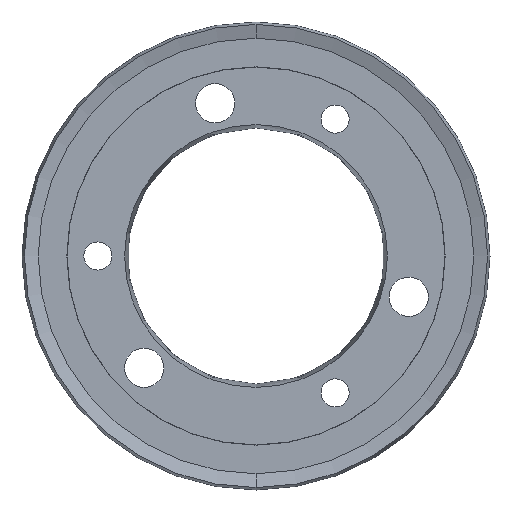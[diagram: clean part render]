
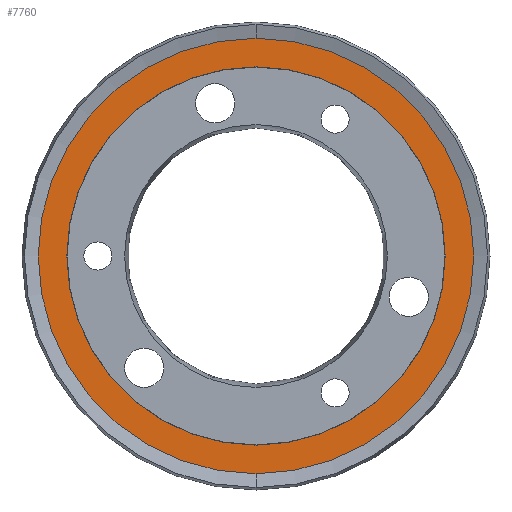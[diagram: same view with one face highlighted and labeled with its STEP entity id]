
A CAD part, left-side view. The second image highlights one B-rep face of the part: STEP entity #7760.
In plain terms, the highlighted planar face has unit normal (-1, 0, 0).
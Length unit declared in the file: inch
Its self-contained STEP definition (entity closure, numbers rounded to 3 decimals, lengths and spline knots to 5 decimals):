
#86 = DIRECTION ( 'NONE',  ( 0., 0., 1. ) ) ;
#118 = CARTESIAN_POINT ( 'NONE',  ( 0.90524, 3.3067, 2.19995 ) ) ;
#521 = CARTESIAN_POINT ( 'NONE',  ( 0.90524, 1.75736, 2.19995 ) ) ;
#677 = DIRECTION ( 'NONE',  ( 0., 0., 1. ) ) ;
#802 = DIRECTION ( 'NONE',  ( -1., 0., 0. ) ) ;
#894 = DIRECTION ( 'NONE',  ( 1., 0., 0. ) ) ;
#1167 = EDGE_CURVE ( 'NONE', #3751, #5234, #6837, .T. ) ;
#1274 = DIRECTION ( 'NONE',  ( -1., 0., 0. ) ) ;
#1679 = CIRCLE ( 'NONE', #7950, 1.346 ) ;
#2372 = CIRCLE ( 'NONE', #3998, 1.54933 ) ;
#2642 = EDGE_CURVE ( 'NONE', #5443, #5757, #2372, .T. ) ;
#2986 = DIRECTION ( 'NONE',  ( -1., 0., 0. ) ) ;
#3551 = ORIENTED_EDGE ( 'NONE', *, *, #1167, .F. ) ;
#3552 = CIRCLE ( 'NONE', #3931, 1.54933 ) ;
#3751 = VERTEX_POINT ( 'NONE', #7412 ) ;
#3931 = AXIS2_PLACEMENT_3D ( 'NONE', #6340, #4733, #9360 ) ;
#3998 = AXIS2_PLACEMENT_3D ( 'NONE', #5285, #2986, #677 ) ;
#4523 = FACE_BOUND ( 'NONE', #7944, .T. ) ;
#4609 = CARTESIAN_POINT ( 'NONE',  ( 0.90524, 1.75736, 2.19995 ) ) ;
#4733 = DIRECTION ( 'NONE',  ( -1., 0., 0. ) ) ;
#5211 = ORIENTED_EDGE ( 'NONE', *, *, #7226, .T. ) ;
#5234 = VERTEX_POINT ( 'NONE', #9464 ) ;
#5285 = CARTESIAN_POINT ( 'NONE',  ( 0.90524, 1.75736, 2.19995 ) ) ;
#5440 = DIRECTION ( 'NONE',  ( 0., 0., 1. ) ) ;
#5443 = VERTEX_POINT ( 'NONE', #6974 ) ;
#5757 = VERTEX_POINT ( 'NONE', #8240 ) ;
#6160 = PLANE ( 'NONE',  #7833 ) ;
#6318 = EDGE_CURVE ( 'NONE', #5234, #3751, #1679, .T. ) ;
#6340 = CARTESIAN_POINT ( 'NONE',  ( 0.90524, 1.75736, 2.19995 ) ) ;
#6754 = AXIS2_PLACEMENT_3D ( 'NONE', #521, #1274, #8108 ) ;
#6837 = CIRCLE ( 'NONE', #6754, 1.346 ) ;
#6974 = CARTESIAN_POINT ( 'NONE',  ( 0.90524, 1.75736, 3.74928 ) ) ;
#7226 = EDGE_CURVE ( 'NONE', #5757, #5443, #3552, .T. ) ;
#7369 = ORIENTED_EDGE ( 'NONE', *, *, #2642, .T. ) ;
#7412 = CARTESIAN_POINT ( 'NONE',  ( 0.90524, 1.75736, 0.85395 ) ) ;
#7561 = ORIENTED_EDGE ( 'NONE', *, *, #6318, .F. ) ;
#7760 = ADVANCED_FACE ( 'NONE', ( #8552, #4523 ), #6160, .F. ) ;
#7783 = EDGE_LOOP ( 'NONE', ( #5211, #7369 ) ) ;
#7833 = AXIS2_PLACEMENT_3D ( 'NONE', #118, #894, #86 ) ;
#7944 = EDGE_LOOP ( 'NONE', ( #7561, #3551 ) ) ;
#7950 = AXIS2_PLACEMENT_3D ( 'NONE', #4609, #802, #5440 ) ;
#8108 = DIRECTION ( 'NONE',  ( 0., 0., 1. ) ) ;
#8240 = CARTESIAN_POINT ( 'NONE',  ( 0.90524, 1.75736, 0.65062 ) ) ;
#8552 = FACE_OUTER_BOUND ( 'NONE', #7783, .T. ) ;
#9360 = DIRECTION ( 'NONE',  ( 0., 0., 1. ) ) ;
#9464 = CARTESIAN_POINT ( 'NONE',  ( 0.90524, 1.75736, 3.54595 ) ) ;
